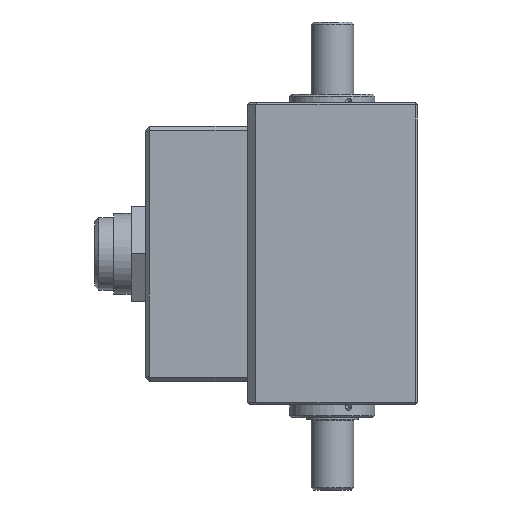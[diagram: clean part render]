
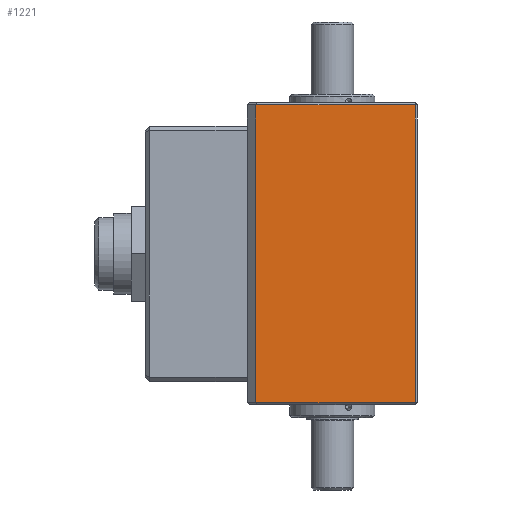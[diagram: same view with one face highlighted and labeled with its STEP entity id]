
A CAD part, front view. The second image highlights one B-rep face of the part: STEP entity #1221.
In plain terms, the highlighted face is planar.
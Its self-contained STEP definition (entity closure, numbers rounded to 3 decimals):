
#1221 = ADVANCED_FACE( '', ( #2360 ), #2361, .T. );
#2360 = FACE_OUTER_BOUND( '', #3630, .T. );
#2361 = PLANE( '', #3631 );
#3630 = EDGE_LOOP( '', ( #5684, #5685, #5686, #5687 ) );
#3631 = AXIS2_PLACEMENT_3D( '', #5688, #5689, #5690 );
#5684 = ORIENTED_EDGE( '', *, *, #7471, .T. );
#5685 = ORIENTED_EDGE( '', *, *, #6892, .T. );
#5686 = ORIENTED_EDGE( '', *, *, #7310, .T. );
#5687 = ORIENTED_EDGE( '', *, *, #6980, .T. );
#5688 = CARTESIAN_POINT( '', ( -20., -20., 71. ) );
#5689 = DIRECTION( '', ( -1., 0., 0. ) );
#5690 = DIRECTION( '', ( 0., 0., 1. ) );
#6892 = EDGE_CURVE( '', #8246, #8072, #8247, .T. );
#6980 = EDGE_CURVE( '', #8396, #8394, #8397, .T. );
#7310 = EDGE_CURVE( '', #8072, #8396, #8906, .T. );
#7471 = EDGE_CURVE( '', #8394, #8246, #9123, .T. );
#8072 = VERTEX_POINT( '', #9495 );
#8246 = VERTEX_POINT( '', #9769 );
#8247 = LINE( '', #9770, #9771 );
#8394 = VERTEX_POINT( '', #9964 );
#8396 = VERTEX_POINT( '', #9967 );
#8397 = LINE( '', #9968, #9969 );
#8906 = LINE( '', #10735, #10736 );
#9123 = LINE( '', #11002, #11003 );
#9495 = CARTESIAN_POINT( '', ( -20., 18., 0.5 ) );
#9769 = CARTESIAN_POINT( '', ( -20., 18., 70.5 ) );
#9770 = CARTESIAN_POINT( '', ( -20., 18., 71. ) );
#9771 = VECTOR( '', #11712, 1000. );
#9964 = CARTESIAN_POINT( '', ( -20., -19.5, 70.5 ) );
#9967 = CARTESIAN_POINT( '', ( -20., -19.5, 0.5 ) );
#9968 = CARTESIAN_POINT( '', ( -20., -19.5, 71. ) );
#9969 = VECTOR( '', #11823, 1000. );
#10735 = CARTESIAN_POINT( '', ( -20., -20., 0.5 ) );
#10736 = VECTOR( '', #12267, 1000. );
#11002 = CARTESIAN_POINT( '', ( -20., 20., 70.5 ) );
#11003 = VECTOR( '', #12485, 1000. );
#11712 = DIRECTION( '', ( 0., 0., -1. ) );
#11823 = DIRECTION( '', ( 0., 0., 1. ) );
#12267 = DIRECTION( '', ( 0., -1., 0. ) );
#12485 = DIRECTION( '', ( 0., 1., 0. ) );
